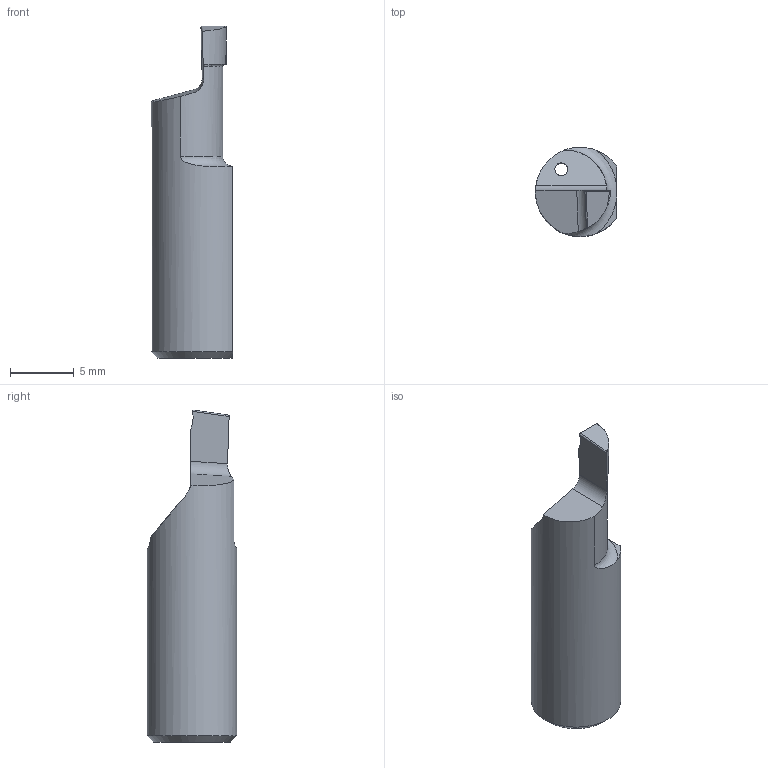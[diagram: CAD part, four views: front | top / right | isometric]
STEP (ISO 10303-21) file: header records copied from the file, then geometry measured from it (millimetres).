
FILE_DESCRIPTION (( 'STEP AP203' ), '1' );
FILE_NAME ('RP10M2008-10.step', '2023-11-17T11:03:13', ( '' ), ( '' ), 'SwSTEP 2.0', 'SolidWorks 2022', '' );
FILE_SCHEMA (( 'CONFIG_CONTROL_DESIGN' ));
Length unit declared in the file: millimetre
Products named in the file (1): RP10M2008-10
Bounding box: 6.35 x 7 x 26 mm (x, y, z)
Volume: 680 mm3; surface area: 574.4 mm2
Topology: 1 solids, 1 shells, 23 faces, 64 edges, 43 vertices
Faces by surface type: plane 11, cylinder 8, torus 2, cone 1, bspline 1
Full cylindrical faces by diameter (mm): 1 x1
Entity records: 923 total; most frequent: CARTESIAN_POINT 318, ORIENTED_EDGE 124, DIRECTION 90, EDGE_CURVE 62, VERTEX_POINT 42, AXIS2_PLACEMENT_3D 33, EDGE_LOOP 26, LINE 24
